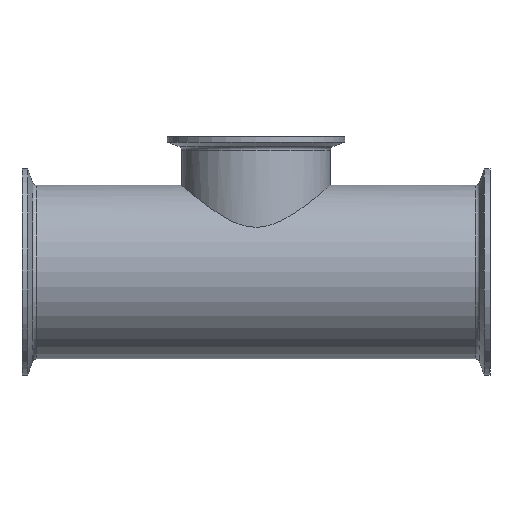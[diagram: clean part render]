
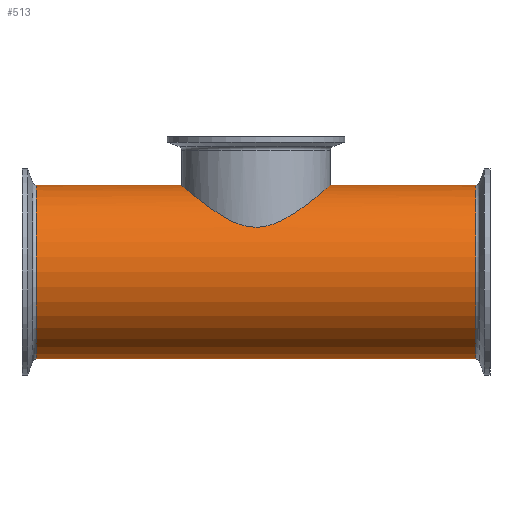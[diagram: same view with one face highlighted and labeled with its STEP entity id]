
A CAD part, front view. The second image highlights one B-rep face of the part: STEP entity #513.
In plain terms, the highlighted cylindrical face has radius 44.55 mm (diameter 89.1 mm), a full revolution.
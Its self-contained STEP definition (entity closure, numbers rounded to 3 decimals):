
#21=FACE_BOUND('',#118,.T.);
#29=B_SPLINE_CURVE_WITH_KNOTS('',3,(#882,#883,#884,#885,#886,#887,#888,
#889,#890,#891,#892,#893,#894,#895,#896,#897,#898,#899),.UNSPECIFIED.,.F.,
 .F.,(4,2,2,2,2,2,2,2,4),(0.,0.805,1.61,2.415,
3.219,3.985,4.75,5.515,6.281),
 .UNSPECIFIED.);
#30=B_SPLINE_CURVE_WITH_KNOTS('',3,(#900,#901,#902,#903,#904,#905,#906,
#907,#908,#909,#910,#911,#912,#913,#914,#915,#916,#917,#918,#919,#920,#921,
#922,#923,#924,#925,#926,#927,#928,#929,#930,#931,#932,#933,#934,#935,#936,
#937,#938,#939,#940,#941,#942,#943,#944,#945,#946,#947,#948,#949),
 .UNSPECIFIED.,.F.,.F.,(4,2,2,2,2,2,2,2,2,2,2,2,2,2,2,2,2,2,2,2,2,2,2,2,
4),(6.281,7.046,7.811,8.576,
9.342,10.147,10.951,11.756,12.561,
13.366,14.171,14.976,15.781,16.546,
17.311,18.076,18.842,19.607,20.372,
21.138,21.903,22.708,23.513,24.317,
25.122),.UNSPECIFIED.);
#33=CYLINDRICAL_SURFACE('',#573,44.55);
#41=LINE('',#879,#57);
#57=VECTOR('',#682,44.55);
#83=FACE_OUTER_BOUND('',#117,.T.);
#117=EDGE_LOOP('',(#354,#355,#356,#357,#358,#359));
#118=EDGE_LOOP('',(#360,#361));
#160=CIRCLE('',#569,44.55);
#161=CIRCLE('',#570,44.55);
#163=CIRCLE('',#574,44.55);
#164=CIRCLE('',#575,44.55);
#217=VERTEX_POINT('',#865);
#218=VERTEX_POINT('',#867);
#220=VERTEX_POINT('',#875);
#221=VERTEX_POINT('',#876);
#222=VERTEX_POINT('',#880);
#223=VERTEX_POINT('',#881);
#268=EDGE_CURVE('',#217,#218,#160,.T.);
#269=EDGE_CURVE('',#218,#217,#161,.T.);
#272=EDGE_CURVE('',#220,#221,#163,.T.);
#273=EDGE_CURVE('',#221,#220,#164,.T.);
#274=EDGE_CURVE('',#221,#218,#41,.T.);
#275=EDGE_CURVE('',#222,#223,#29,.T.);
#276=EDGE_CURVE('',#223,#222,#30,.T.);
#354=ORIENTED_EDGE('',*,*,#272,.F.);
#355=ORIENTED_EDGE('',*,*,#273,.F.);
#356=ORIENTED_EDGE('',*,*,#274,.T.);
#357=ORIENTED_EDGE('',*,*,#268,.F.);
#358=ORIENTED_EDGE('',*,*,#269,.F.);
#359=ORIENTED_EDGE('',*,*,#274,.F.);
#360=ORIENTED_EDGE('',*,*,#275,.T.);
#361=ORIENTED_EDGE('',*,*,#276,.T.);
#513=ADVANCED_FACE('',(#83,#21),#33,.T.);
#569=AXIS2_PLACEMENT_3D('',#868,#667,#668);
#570=AXIS2_PLACEMENT_3D('',#869,#669,#670);
#573=AXIS2_PLACEMENT_3D('',#874,#676,#677);
#574=AXIS2_PLACEMENT_3D('',#877,#678,#679);
#575=AXIS2_PLACEMENT_3D('',#878,#680,#681);
#667=DIRECTION('center_axis',(-1.,0.,0.));
#668=DIRECTION('ref_axis',(0.,0.,-1.));
#669=DIRECTION('center_axis',(-1.,0.,0.));
#670=DIRECTION('ref_axis',(0.,0.,-1.));
#676=DIRECTION('center_axis',(1.,0.,0.));
#677=DIRECTION('ref_axis',(0.,1.,0.));
#678=DIRECTION('center_axis',(1.,0.,0.));
#679=DIRECTION('ref_axis',(0.,0.,-1.));
#680=DIRECTION('center_axis',(1.,0.,0.));
#681=DIRECTION('ref_axis',(0.,0.,-1.));
#682=DIRECTION('',(-1.,0.,0.));
#865=CARTESIAN_POINT('',(-112.674,0.,44.55));
#867=CARTESIAN_POINT('',(-112.674,-44.55,0.));
#868=CARTESIAN_POINT('Origin',(-112.674,0.,0.));
#869=CARTESIAN_POINT('Origin',(-112.674,0.,0.));
#874=CARTESIAN_POINT('Origin',(0.,0.,0.));
#875=CARTESIAN_POINT('',(112.674,0.,-44.55));
#876=CARTESIAN_POINT('',(112.674,-44.55,0.));
#877=CARTESIAN_POINT('Origin',(112.674,0.,0.));
#878=CARTESIAN_POINT('Origin',(112.674,0.,0.));
#879=CARTESIAN_POINT('',(0.,-44.55,0.));
#880=CARTESIAN_POINT('',(0.,-38.15,23.006));
#881=CARTESIAN_POINT('',(-38.15,0.,44.55));
#882=CARTESIAN_POINT('Ctrl Pts',(0.,-38.15,23.006));
#883=CARTESIAN_POINT('Ctrl Pts',(-2.683,-38.15,23.006));
#884=CARTESIAN_POINT('Ctrl Pts',(-5.281,-37.869,23.486));
#885=CARTESIAN_POINT('Ctrl Pts',(-10.274,-36.829,25.085));
#886=CARTESIAN_POINT('Ctrl Pts',(-12.672,-36.07,26.195));
#887=CARTESIAN_POINT('Ctrl Pts',(-17.238,-34.124,28.684));
#888=CARTESIAN_POINT('Ctrl Pts',(-19.406,-32.936,30.061));
#889=CARTESIAN_POINT('Ctrl Pts',(-23.44,-30.198,32.811));
#890=CARTESIAN_POINT('Ctrl Pts',(-25.306,-28.647,34.183));
#891=CARTESIAN_POINT('Ctrl Pts',(-28.565,-25.388,36.663));
#892=CARTESIAN_POINT('Ctrl Pts',(-30.092,-23.575,37.87));
#893=CARTESIAN_POINT('Ctrl Pts',(-32.842,-19.563,40.09));
#894=CARTESIAN_POINT('Ctrl Pts',(-34.065,-17.363,41.102));
#895=CARTESIAN_POINT('Ctrl Pts',(-36.067,-12.691,42.776));
#896=CARTESIAN_POINT('Ctrl Pts',(-36.848,-10.214,43.44));
#897=CARTESIAN_POINT('Ctrl Pts',(-37.89,-5.144,44.327));
#898=CARTESIAN_POINT('Ctrl Pts',(-38.15,-2.551,44.55));
#899=CARTESIAN_POINT('Ctrl Pts',(-38.15,0.,44.55));
#900=CARTESIAN_POINT('Ctrl Pts',(-38.15,0.,44.55));
#901=CARTESIAN_POINT('Ctrl Pts',(-38.15,2.551,44.55));
#902=CARTESIAN_POINT('Ctrl Pts',(-37.89,5.144,44.327));
#903=CARTESIAN_POINT('Ctrl Pts',(-36.848,10.214,43.44));
#904=CARTESIAN_POINT('Ctrl Pts',(-36.067,12.691,42.776));
#905=CARTESIAN_POINT('Ctrl Pts',(-34.065,17.363,41.102));
#906=CARTESIAN_POINT('Ctrl Pts',(-32.842,19.563,40.09));
#907=CARTESIAN_POINT('Ctrl Pts',(-30.092,23.575,37.87));
#908=CARTESIAN_POINT('Ctrl Pts',(-28.565,25.388,36.663));
#909=CARTESIAN_POINT('Ctrl Pts',(-25.306,28.647,34.183));
#910=CARTESIAN_POINT('Ctrl Pts',(-23.44,30.198,32.811));
#911=CARTESIAN_POINT('Ctrl Pts',(-19.406,32.936,30.061));
#912=CARTESIAN_POINT('Ctrl Pts',(-17.238,34.124,28.684));
#913=CARTESIAN_POINT('Ctrl Pts',(-12.672,36.07,26.195));
#914=CARTESIAN_POINT('Ctrl Pts',(-10.274,36.829,25.085));
#915=CARTESIAN_POINT('Ctrl Pts',(-5.281,37.869,23.486));
#916=CARTESIAN_POINT('Ctrl Pts',(-2.683,38.15,23.006));
#917=CARTESIAN_POINT('Ctrl Pts',(2.683,38.15,23.006));
#918=CARTESIAN_POINT('Ctrl Pts',(5.281,37.869,23.486));
#919=CARTESIAN_POINT('Ctrl Pts',(10.274,36.829,25.085));
#920=CARTESIAN_POINT('Ctrl Pts',(12.672,36.07,26.195));
#921=CARTESIAN_POINT('Ctrl Pts',(17.238,34.124,28.684));
#922=CARTESIAN_POINT('Ctrl Pts',(19.406,32.936,30.061));
#923=CARTESIAN_POINT('Ctrl Pts',(23.44,30.198,32.811));
#924=CARTESIAN_POINT('Ctrl Pts',(25.306,28.647,34.183));
#925=CARTESIAN_POINT('Ctrl Pts',(28.565,25.388,36.663));
#926=CARTESIAN_POINT('Ctrl Pts',(30.092,23.575,37.87));
#927=CARTESIAN_POINT('Ctrl Pts',(32.842,19.563,40.09));
#928=CARTESIAN_POINT('Ctrl Pts',(34.065,17.363,41.102));
#929=CARTESIAN_POINT('Ctrl Pts',(36.067,12.691,42.776));
#930=CARTESIAN_POINT('Ctrl Pts',(36.848,10.214,43.44));
#931=CARTESIAN_POINT('Ctrl Pts',(37.89,5.144,44.327));
#932=CARTESIAN_POINT('Ctrl Pts',(38.15,2.551,44.55));
#933=CARTESIAN_POINT('Ctrl Pts',(38.15,-2.551,44.55));
#934=CARTESIAN_POINT('Ctrl Pts',(37.89,-5.144,44.327));
#935=CARTESIAN_POINT('Ctrl Pts',(36.848,-10.214,43.44));
#936=CARTESIAN_POINT('Ctrl Pts',(36.067,-12.691,42.776));
#937=CARTESIAN_POINT('Ctrl Pts',(34.065,-17.363,41.102));
#938=CARTESIAN_POINT('Ctrl Pts',(32.842,-19.563,40.09));
#939=CARTESIAN_POINT('Ctrl Pts',(30.092,-23.575,37.87));
#940=CARTESIAN_POINT('Ctrl Pts',(28.565,-25.388,36.663));
#941=CARTESIAN_POINT('Ctrl Pts',(25.306,-28.647,34.183));
#942=CARTESIAN_POINT('Ctrl Pts',(23.44,-30.198,32.811));
#943=CARTESIAN_POINT('Ctrl Pts',(19.406,-32.936,30.061));
#944=CARTESIAN_POINT('Ctrl Pts',(17.238,-34.124,28.684));
#945=CARTESIAN_POINT('Ctrl Pts',(12.672,-36.07,26.195));
#946=CARTESIAN_POINT('Ctrl Pts',(10.274,-36.829,25.085));
#947=CARTESIAN_POINT('Ctrl Pts',(5.281,-37.869,23.486));
#948=CARTESIAN_POINT('Ctrl Pts',(2.683,-38.15,23.006));
#949=CARTESIAN_POINT('Ctrl Pts',(0.,-38.15,23.006));
